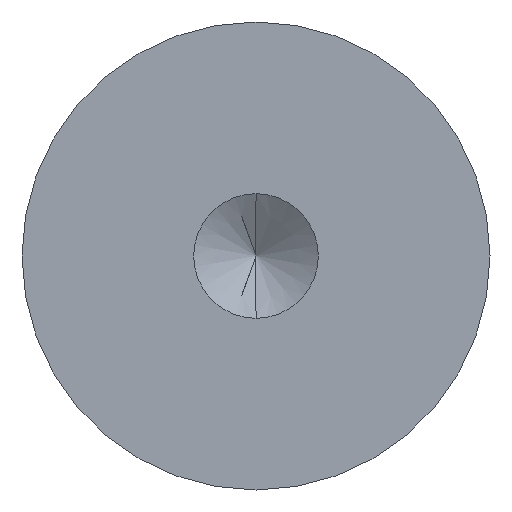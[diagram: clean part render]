
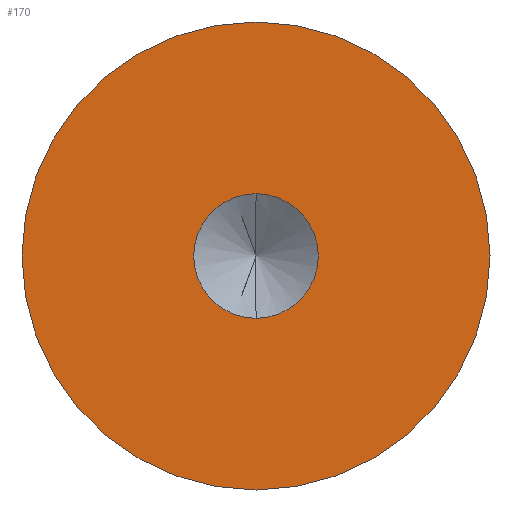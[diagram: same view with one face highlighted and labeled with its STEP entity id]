
A CAD part, front view. The second image highlights one B-rep face of the part: STEP entity #170.
In plain terms, the highlighted planar face has unit normal (0, -1, 0).
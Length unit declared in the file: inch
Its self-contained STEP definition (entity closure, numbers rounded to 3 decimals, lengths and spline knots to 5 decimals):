
#11 = CIRCLE ( 'NONE', #411, 0.2 ) ;
#12 = EDGE_CURVE ( 'NONE', #337, #83, #11, .T. ) ;
#14 = CIRCLE ( 'NONE', #353, 0.05325 ) ;
#33 = DIRECTION ( 'NONE',  ( 0., 1., 0. ) ) ;
#38 = CARTESIAN_POINT ( 'NONE',  ( 0., 0., 0. ) ) ;
#46 = CARTESIAN_POINT ( 'NONE',  ( 0., 0., 0.2 ) ) ;
#57 = DIRECTION ( 'NONE',  ( 0., -1., 0. ) ) ;
#60 = ORIENTED_EDGE ( 'NONE', *, *, #380, .F. ) ;
#83 = VERTEX_POINT ( 'NONE', #46 ) ;
#94 = CARTESIAN_POINT ( 'NONE',  ( 0., 0., 0. ) ) ;
#105 = DIRECTION ( 'NONE',  ( 0., -1., 0. ) ) ;
#122 = EDGE_LOOP ( 'NONE', ( #141, #445 ) ) ;
#130 = CARTESIAN_POINT ( 'NONE',  ( 0., 0., 0. ) ) ;
#139 = FACE_BOUND ( 'NONE', #122, .T. ) ;
#141 = ORIENTED_EDGE ( 'NONE', *, *, #272, .F. ) ;
#158 = CIRCLE ( 'NONE', #333, 0.2 ) ;
#162 = CARTESIAN_POINT ( 'NONE',  ( 0., 0., -0.2 ) ) ;
#166 = DIRECTION ( 'NONE',  ( 0., 0., 1. ) ) ;
#170 = ADVANCED_FACE ( 'NONE', ( #139, #222 ), #361, .F. ) ;
#180 = CIRCLE ( 'NONE', #342, 0.05325 ) ;
#194 = DIRECTION ( 'NONE',  ( 0., 0., 1. ) ) ;
#195 = VERTEX_POINT ( 'NONE', #232 ) ;
#208 = DIRECTION ( 'NONE',  ( 0., 0., 1. ) ) ;
#222 = FACE_OUTER_BOUND ( 'NONE', #248, .T. ) ;
#232 = CARTESIAN_POINT ( 'NONE',  ( 0., 0., -0.05325 ) ) ;
#237 = CARTESIAN_POINT ( 'NONE',  ( 0., 0., 0. ) ) ;
#239 = CARTESIAN_POINT ( 'NONE',  ( 0., 0., 0.05325 ) ) ;
#248 = EDGE_LOOP ( 'NONE', ( #369, #60 ) ) ;
#262 = CARTESIAN_POINT ( 'NONE',  ( 0., 0., 0. ) ) ;
#266 = DIRECTION ( 'NONE',  ( 0., 1., 0. ) ) ;
#272 = EDGE_CURVE ( 'NONE', #195, #295, #14, .T. ) ;
#295 = VERTEX_POINT ( 'NONE', #239 ) ;
#303 = DIRECTION ( 'NONE',  ( 0., 0., -1. ) ) ;
#324 = EDGE_CURVE ( 'NONE', #295, #195, #180, .T. ) ;
#333 = AXIS2_PLACEMENT_3D ( 'NONE', #237, #33, #166 ) ;
#337 = VERTEX_POINT ( 'NONE', #162 ) ;
#342 = AXIS2_PLACEMENT_3D ( 'NONE', #94, #105, #303 ) ;
#353 = AXIS2_PLACEMENT_3D ( 'NONE', #38, #57, #422 ) ;
#361 = PLANE ( 'NONE',  #376 ) ;
#369 = ORIENTED_EDGE ( 'NONE', *, *, #12, .F. ) ;
#376 = AXIS2_PLACEMENT_3D ( 'NONE', #130, #423, #194 ) ;
#380 = EDGE_CURVE ( 'NONE', #83, #337, #158, .T. ) ;
#411 = AXIS2_PLACEMENT_3D ( 'NONE', #262, #266, #208 ) ;
#422 = DIRECTION ( 'NONE',  ( 0., 0., -1. ) ) ;
#423 = DIRECTION ( 'NONE',  ( 0., 1., 0. ) ) ;
#445 = ORIENTED_EDGE ( 'NONE', *, *, #324, .F. ) ;
